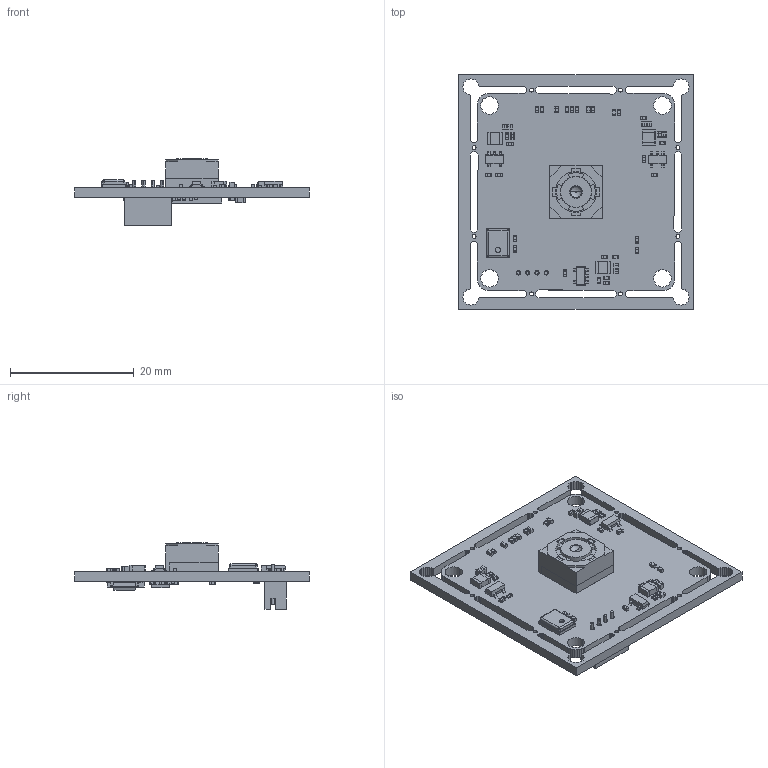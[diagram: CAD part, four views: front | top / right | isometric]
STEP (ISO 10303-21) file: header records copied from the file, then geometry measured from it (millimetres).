
FILE_DESCRIPTION (( 'STEP AP214' ), '1' );
FILE_NAME ('B0447(UC-A52) .STEP', '2023-12-19T09:00:10', ( '' ), ( '' ), 'SwSTEP 2.0', 'SolidWorks 2021', '' );
FILE_SCHEMA (( 'AUTOMOTIVE_DESIGN' ));
Length unit declared in the file: millimetre
Products named in the file (1): B0447(UC-A52) 
Bounding box: 38 x 38 x 10.78 mm (x, y, z)
Volume: 2679.7 mm3; surface area: 4761.4 mm2
Topology: 147 solids, 147 shells, 2602 faces, 6368 edges, 4030 vertices
Faces by surface type: plane 2147, cylinder 334, sphere 72, bspline 45, torus 2, cone 2
Entity records: 107168 total; most frequent: CARTESIAN_POINT 15982, ORIENTED_EDGE 12608, DIRECTION 12030, EDGE_CURVE 6304, VECTOR 5514, LINE 5514, VERTEX_POINT 4030, AXIS2_PLACEMENT_3D 3258
